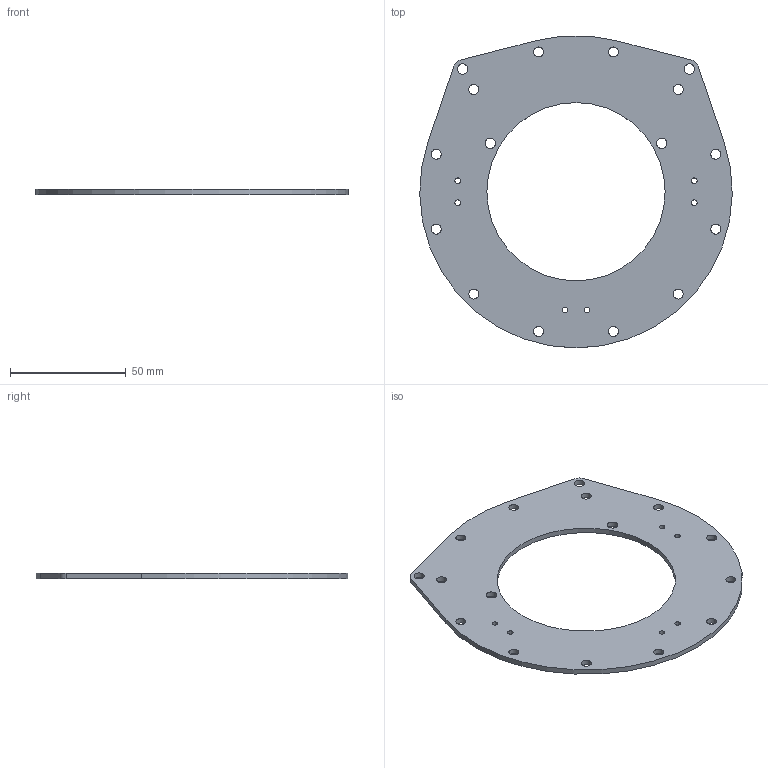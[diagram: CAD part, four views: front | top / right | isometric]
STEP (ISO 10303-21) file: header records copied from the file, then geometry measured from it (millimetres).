
FILE_DESCRIPTION(/* description */ (''),/* implementation_level */ '2;1');
FILE_NAME(/* name */ 'steel_plate6.stp',/* time_stamp */ '2021-08-16T09:29:09+09:00',/* author */ ('yuta0'),/* organization */ (''),/* preprocessor_version */ 'ST-DEVELOPER v18.1',/* originating_system */ 'Autodesk Inventor 2021',/* authorisation */ '');
FILE_SCHEMA (('AUTOMOTIVE_DESIGN { 1 0 10303 214 3 1 1 }'));
Length unit declared in the file: millimetre
Products named in the file (1): steel_plate6
Bounding box: 134.98 x 134.76 x 2.3 mm (x, y, z)
Volume: 22541.3 mm3; surface area: 21766.2 mm2
Topology: 1 solids, 1 shells, 33 faces, 120 edges, 89 vertices
Faces by surface type: cylinder 27, plane 6
Full cylindrical faces by diameter (mm): 2.4 x6, 4.3 x12, 4.5 x4, 77 x1
Entity records: 1504 total; most frequent: DIRECTION 269, CARTESIAN_POINT 243, ORIENTED_EDGE 240, EDGE_CURVE 120, AXIS2_PLACEMENT_3D 115, VERTEX_POINT 89, CIRCLE 81, EDGE_LOOP 79
